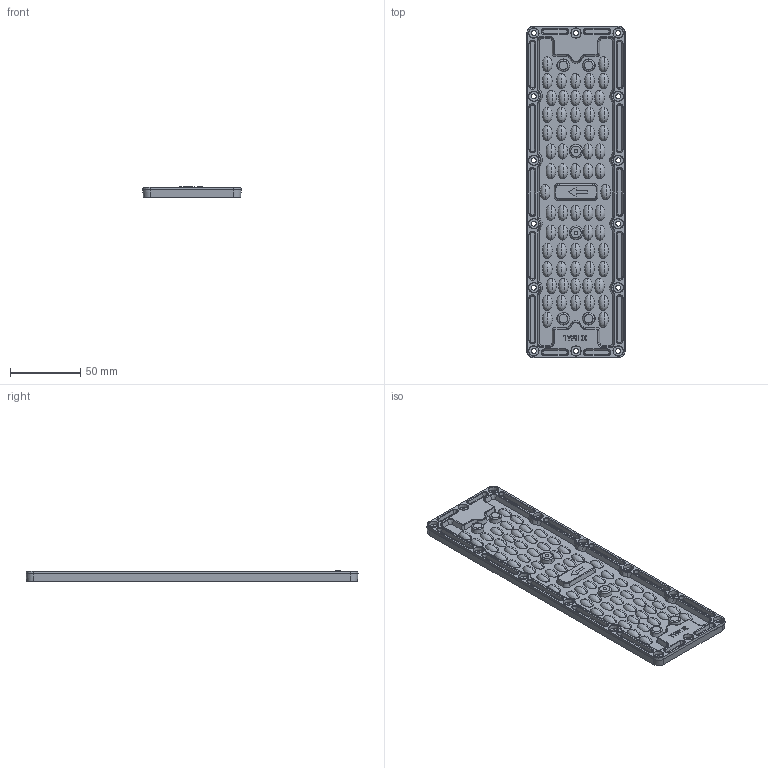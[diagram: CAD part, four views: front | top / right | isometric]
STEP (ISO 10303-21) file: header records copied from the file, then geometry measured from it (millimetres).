
FILE_DESCRIPTION (( 'STEP AP203' ), '1' );
FILE_NAME ('LD23670-64H1-T2M-20200728-KH.stp', '2021-06-05T01:57:51', ( 'Windows 蚚誧' ), ( '' ), 'SwSTEP 2.0', 'SolidWorks 2019', '' );
FILE_SCHEMA (( 'CONFIG_CONTROL_DESIGN' ));
Length unit declared in the file: millimetre
Products named in the file (1): LD23670-64H1-T2M-20200728-KH
Bounding box: 69.99 x 235.99 x 7.3 mm (x, y, z)
Volume: 48926.3 mm3; surface area: 49212.3 mm2
Topology: 1 solids, 1 shells, 1483 faces, 4008 edges, 2586 vertices
Faces by surface type: plane 557, cone 552, bspline 296, cylinder 78
Entity records: 81648 total; most frequent: CARTESIAN_POINT 47128, ORIENTED_EDGE 7760, DIRECTION 6242, EDGE_CURVE 3880, VERTEX_POINT 2586, AXIS2_PLACEMENT_3D 2294, EDGE_LOOP 1698, VECTOR 1654
